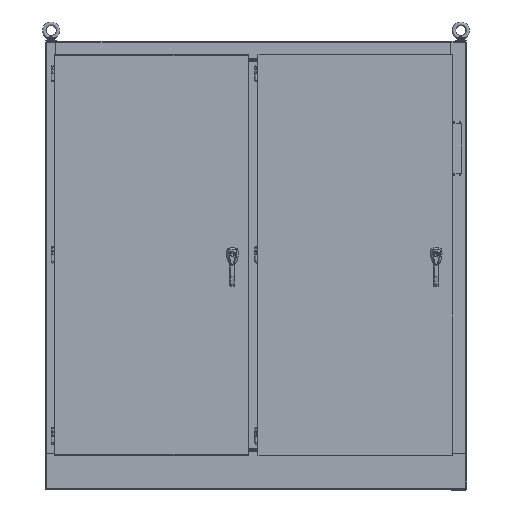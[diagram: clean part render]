
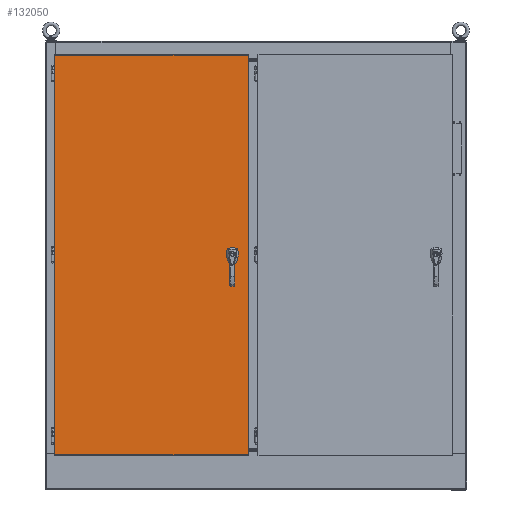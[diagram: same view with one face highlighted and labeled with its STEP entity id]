
A CAD part, top view. The second image highlights one B-rep face of the part: STEP entity #132050.
In plain terms, the highlighted face is planar.
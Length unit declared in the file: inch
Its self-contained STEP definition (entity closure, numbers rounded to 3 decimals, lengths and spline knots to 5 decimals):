
#1890 = DIRECTION ( 'NONE',  ( 0., -1., 0. ) ) ;
#24953 = VECTOR ( 'NONE', #50103, 39.37008 ) ;
#27358 = CARTESIAN_POINT ( 'NONE',  ( -37.87486, -25.24331, 81.50027 ) ) ;
#28963 = LINE ( 'NONE', #62412, #24953 ) ;
#32903 = VECTOR ( 'NONE', #155941, 39.37008 ) ;
#50103 = DIRECTION ( 'NONE',  ( 0., 0., -1. ) ) ;
#51457 = VERTEX_POINT ( 'NONE', #131053 ) ;
#53467 = AXIS2_PLACEMENT_3D ( 'NONE', #142744, #1890, #116869 ) ;
#62412 = CARTESIAN_POINT ( 'NONE',  ( -1.37513, -25.24331, 81.50027 ) ) ;
#64984 = CARTESIAN_POINT ( 'NONE',  ( -37.87486, -25.24331, 81.50027 ) ) ;
#66827 = ORIENTED_EDGE ( 'NONE', *, *, #113771, .F. ) ;
#67979 = EDGE_CURVE ( 'NONE', #51457, #90415, #28963, .T. ) ;
#82840 = EDGE_LOOP ( 'NONE', ( #85040, #158996, #159013, #66827 ) ) ;
#85040 = ORIENTED_EDGE ( 'NONE', *, *, #134842, .T. ) ;
#90415 = VERTEX_POINT ( 'NONE', #156003 ) ;
#90803 = VERTEX_POINT ( 'NONE', #112983 ) ;
#91101 = VERTEX_POINT ( 'NONE', #117325 ) ;
#96596 = VECTOR ( 'NONE', #154906, 39.37008 ) ;
#99860 = EDGE_CURVE ( 'NONE', #91101, #90415, #142282, .T. ) ;
#104498 = PLANE ( 'NONE',  #53467 ) ;
#106124 = CARTESIAN_POINT ( 'NONE',  ( -37.87486, -25.24331, 6.37517 ) ) ;
#109221 = FACE_OUTER_BOUND ( 'NONE', #82840, .T. ) ;
#112983 = CARTESIAN_POINT ( 'NONE',  ( -37.87486, -25.24331, 81.50027 ) ) ;
#113079 = LINE ( 'NONE', #27358, #32903 ) ;
#113771 = EDGE_CURVE ( 'NONE', #90803, #51457, #130793, .T. ) ;
#116869 = DIRECTION ( 'NONE',  ( 1., 0., 0. ) ) ;
#117325 = CARTESIAN_POINT ( 'NONE',  ( -37.87486, -25.24331, 6.37517 ) ) ;
#130793 = LINE ( 'NONE', #64984, #96596 ) ;
#131053 = CARTESIAN_POINT ( 'NONE',  ( -1.37513, -25.24331, 81.50027 ) ) ;
#132050 = ADVANCED_FACE ( 'NONE', ( #109221 ), #104498, .T. ) ;
#133617 = DIRECTION ( 'NONE',  ( 1., 0., 0. ) ) ;
#134842 = EDGE_CURVE ( 'NONE', #90803, #91101, #113079, .T. ) ;
#142282 = LINE ( 'NONE', #106124, #166493 ) ;
#142744 = CARTESIAN_POINT ( 'NONE',  ( 0., -25.24331, 0. ) ) ;
#154906 = DIRECTION ( 'NONE',  ( 1., 0., 0. ) ) ;
#155941 = DIRECTION ( 'NONE',  ( 0., 0., -1. ) ) ;
#156003 = CARTESIAN_POINT ( 'NONE',  ( -1.37513, -25.24331, 6.37517 ) ) ;
#158996 = ORIENTED_EDGE ( 'NONE', *, *, #99860, .T. ) ;
#159013 = ORIENTED_EDGE ( 'NONE', *, *, #67979, .F. ) ;
#166493 = VECTOR ( 'NONE', #133617, 39.37008 ) ;
